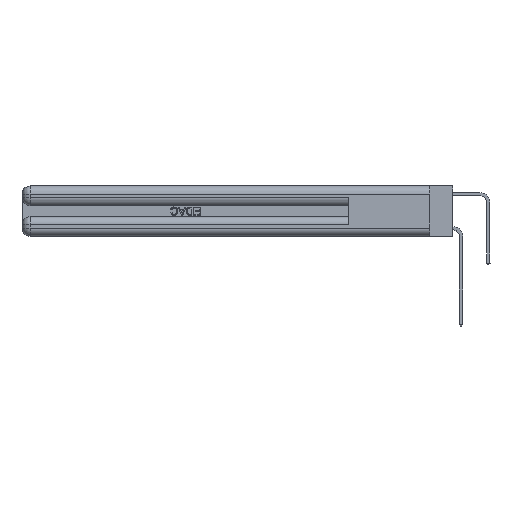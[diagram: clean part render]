
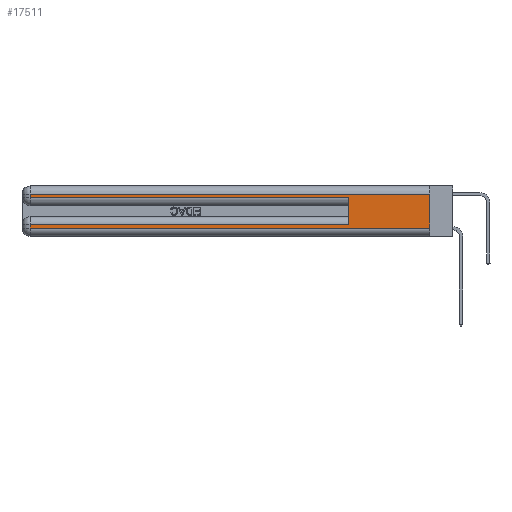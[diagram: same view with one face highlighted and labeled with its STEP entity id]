
A CAD part, left-side view. The second image highlights one B-rep face of the part: STEP entity #17511.
In plain terms, the highlighted planar face has unit normal (-1, 0, 0).
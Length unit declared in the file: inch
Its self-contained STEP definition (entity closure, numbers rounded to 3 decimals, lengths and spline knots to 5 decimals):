
#67 = CARTESIAN_POINT ( 'NONE',  ( 0., 0., 0.31 ) ) ;
#661 = CARTESIAN_POINT ( 'NONE',  ( 0., 0.6, 0.285 ) ) ;
#1346 = CARTESIAN_POINT ( 'NONE',  ( 0., 0., 0.37 ) ) ;
#1478 = ORIENTED_EDGE ( 'NONE', *, *, #19148, .T. ) ;
#1697 = VERTEX_POINT ( 'NONE', #17129 ) ;
#2084 = VECTOR ( 'NONE', #4840, 39.37008 ) ;
#2324 = EDGE_CURVE ( 'NONE', #10809, #18209, #13224, .T. ) ;
#2584 = CARTESIAN_POINT ( 'NONE',  ( 0., 0., 0.285 ) ) ;
#3205 = VECTOR ( 'NONE', #35787, 39.37008 ) ;
#3825 = VECTOR ( 'NONE', #32350, 39.37008 ) ;
#4017 = VECTOR ( 'NONE', #35591, 39.37008 ) ;
#4266 = ORIENTED_EDGE ( 'NONE', *, *, #31278, .F. ) ;
#4710 = VERTEX_POINT ( 'NONE', #13850 ) ;
#4840 = DIRECTION ( 'NONE',  ( 0., 0., -1. ) ) ;
#5142 = LINE ( 'NONE', #2584, #4017 ) ;
#6311 = AXIS2_PLACEMENT_3D ( 'NONE', #32192, #29784, #27734 ) ;
#6770 = LINE ( 'NONE', #18217, #34836 ) ;
#7576 = FACE_OUTER_BOUND ( 'NONE', #18145, .T. ) ;
#8098 = ORIENTED_EDGE ( 'NONE', *, *, #34261, .T. ) ;
#8341 = EDGE_CURVE ( 'NONE', #8846, #1697, #22268, .T. ) ;
#8846 = VERTEX_POINT ( 'NONE', #17112 ) ;
#9562 = DIRECTION ( 'NONE',  ( 0., 1., 0. ) ) ;
#9612 = VECTOR ( 'NONE', #34516, 39.37008 ) ;
#10378 = VECTOR ( 'NONE', #29154, 39.37008 ) ;
#10809 = VERTEX_POINT ( 'NONE', #33629 ) ;
#10828 = LINE ( 'NONE', #21917, #3825 ) ;
#11139 = CARTESIAN_POINT ( 'NONE',  ( 0., 0., 0.06 ) ) ;
#12728 = ORIENTED_EDGE ( 'NONE', *, *, #17742, .T. ) ;
#13224 = LINE ( 'NONE', #34742, #2084 ) ;
#13850 = CARTESIAN_POINT ( 'NONE',  ( 0., 0.6, 0.085 ) ) ;
#15418 = VECTOR ( 'NONE', #9562, 39.37008 ) ;
#17112 = CARTESIAN_POINT ( 'NONE',  ( 0., 0., 0.31 ) ) ;
#17129 = CARTESIAN_POINT ( 'NONE',  ( 0., 2.94, 0.31 ) ) ;
#17511 = ADVANCED_FACE ( 'NONE', ( #7576 ), #18682, .F. ) ;
#17680 = EDGE_CURVE ( 'NONE', #4710, #22583, #35012, .T. ) ;
#17742 = EDGE_CURVE ( 'NONE', #18209, #26518, #6770, .T. ) ;
#18145 = EDGE_LOOP ( 'NONE', ( #4266, #31715, #8098, #1478, #33074, #30739, #27161, #12728 ) ) ;
#18209 = VERTEX_POINT ( 'NONE', #35145 ) ;
#18217 = CARTESIAN_POINT ( 'NONE',  ( 0., 0., 0.06 ) ) ;
#18682 = PLANE ( 'NONE',  #6311 ) ;
#19148 = EDGE_CURVE ( 'NONE', #34058, #22583, #5142, .T. ) ;
#20465 = LINE ( 'NONE', #1346, #9612 ) ;
#20840 = CARTESIAN_POINT ( 'NONE',  ( 0., 0., 0.085 ) ) ;
#21917 = CARTESIAN_POINT ( 'NONE',  ( 0., 2.94, 0.37 ) ) ;
#22268 = LINE ( 'NONE', #67, #3205 ) ;
#22583 = VERTEX_POINT ( 'NONE', #661 ) ;
#23213 = LINE ( 'NONE', #20840, #15418 ) ;
#23320 = CARTESIAN_POINT ( 'NONE',  ( 0., 0.6, 0.145 ) ) ;
#23384 = CARTESIAN_POINT ( 'NONE',  ( 0., 2.94, 0.285 ) ) ;
#26518 = VERTEX_POINT ( 'NONE', #11139 ) ;
#27161 = ORIENTED_EDGE ( 'NONE', *, *, #2324, .T. ) ;
#27734 = DIRECTION ( 'NONE',  ( 0., 0., -1. ) ) ;
#29154 = DIRECTION ( 'NONE',  ( 0., 0., 1. ) ) ;
#29325 = DIRECTION ( 'NONE',  ( 0., -1., 0. ) ) ;
#29784 = DIRECTION ( 'NONE',  ( 1., 0., 0. ) ) ;
#30739 = ORIENTED_EDGE ( 'NONE', *, *, #34006, .T. ) ;
#31278 = EDGE_CURVE ( 'NONE', #8846, #26518, #20465, .T. ) ;
#31715 = ORIENTED_EDGE ( 'NONE', *, *, #8341, .T. ) ;
#32192 = CARTESIAN_POINT ( 'NONE',  ( 0., 0., 0.37 ) ) ;
#32350 = DIRECTION ( 'NONE',  ( 0., 0., -1. ) ) ;
#33074 = ORIENTED_EDGE ( 'NONE', *, *, #17680, .F. ) ;
#33629 = CARTESIAN_POINT ( 'NONE',  ( 0., 2.94, 0.085 ) ) ;
#34006 = EDGE_CURVE ( 'NONE', #4710, #10809, #23213, .T. ) ;
#34058 = VERTEX_POINT ( 'NONE', #23384 ) ;
#34261 = EDGE_CURVE ( 'NONE', #1697, #34058, #10828, .T. ) ;
#34516 = DIRECTION ( 'NONE',  ( 0., 0., -1. ) ) ;
#34742 = CARTESIAN_POINT ( 'NONE',  ( 0., 2.94, 0.37 ) ) ;
#34836 = VECTOR ( 'NONE', #29325, 39.37008 ) ;
#35012 = LINE ( 'NONE', #23320, #10378 ) ;
#35145 = CARTESIAN_POINT ( 'NONE',  ( 0., 2.94, 0.06 ) ) ;
#35591 = DIRECTION ( 'NONE',  ( 0., -1., 0. ) ) ;
#35787 = DIRECTION ( 'NONE',  ( 0., 1., 0. ) ) ;
